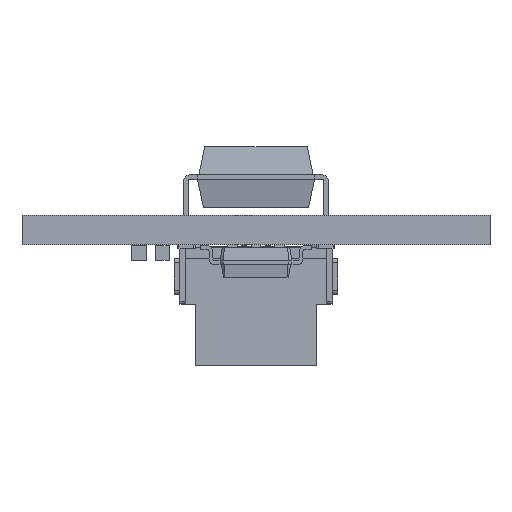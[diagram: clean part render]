
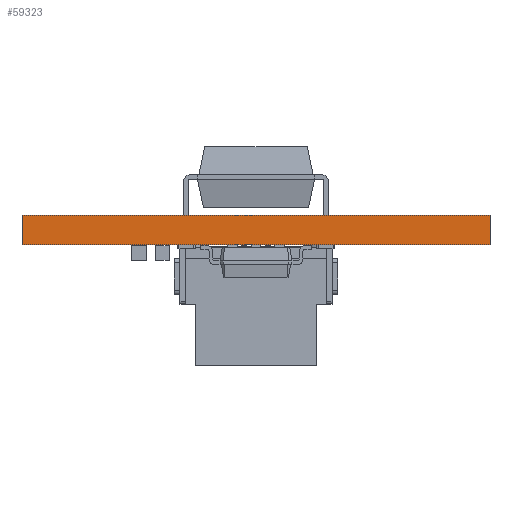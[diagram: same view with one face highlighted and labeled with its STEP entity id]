
A CAD part, front view. The second image highlights one B-rep face of the part: STEP entity #59323.
In plain terms, the highlighted planar face has unit normal (0, -1, 0).
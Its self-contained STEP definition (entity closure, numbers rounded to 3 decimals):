
#58314 = PLANE('',#58315);
#58315 = AXIS2_PLACEMENT_3D('',#58316,#58317,#58318);
#58316 = CARTESIAN_POINT('',(121.92,-109.22,0.));
#58317 = DIRECTION('',(-1.,0.,0.));
#58318 = DIRECTION('',(0.,1.,0.));
#58342 = PLANE('',#58343);
#58343 = AXIS2_PLACEMENT_3D('',#58344,#58345,#58346);
#58344 = CARTESIAN_POINT('',(134.62,-83.82,1.6));
#58345 = DIRECTION('',(-0.,-0.,-1.));
#58346 = DIRECTION('',(-1.,0.,0.));
#58370 = PLANE('',#58371);
#58371 = AXIS2_PLACEMENT_3D('',#58372,#58373,#58374);
#58372 = CARTESIAN_POINT('',(147.32,-58.42,0.));
#58373 = DIRECTION('',(1.,0.,-0.));
#58374 = DIRECTION('',(0.,-1.,0.));
#58396 = PLANE('',#58397);
#58397 = AXIS2_PLACEMENT_3D('',#58398,#58399,#58400);
#58398 = CARTESIAN_POINT('',(134.62,-83.82,0.));
#58399 = DIRECTION('',(-0.,-0.,-1.));
#58400 = DIRECTION('',(-1.,0.,0.));
#58411 = EDGE_CURVE('',#58412,#58414,#58416,.T.);
#58412 = VERTEX_POINT('',#58413);
#58413 = CARTESIAN_POINT('',(121.92,-109.22,0.));
#58414 = VERTEX_POINT('',#58415);
#58415 = CARTESIAN_POINT('',(121.92,-109.22,1.6));
#58416 = SURFACE_CURVE('',#58417,(#58421,#58428),.PCURVE_S1.);
#58417 = LINE('',#58418,#58419);
#58418 = CARTESIAN_POINT('',(121.92,-109.22,0.));
#58419 = VECTOR('',#58420,1.);
#58420 = DIRECTION('',(0.,0.,1.));
#58421 = PCURVE('',#58314,#58422);
#58422 = DEFINITIONAL_REPRESENTATION('',(#58423),#58427);
#58423 = LINE('',#58424,#58425);
#58424 = CARTESIAN_POINT('',(0.,0.));
#58425 = VECTOR('',#58426,1.);
#58426 = DIRECTION('',(0.,-1.));
#58427 = ( GEOMETRIC_REPRESENTATION_CONTEXT(2) 
PARAMETRIC_REPRESENTATION_CONTEXT() REPRESENTATION_CONTEXT('2D SPACE',''
  ) );
#58428 = PCURVE('',#58429,#58434);
#58429 = PLANE('',#58430);
#58430 = AXIS2_PLACEMENT_3D('',#58431,#58432,#58433);
#58431 = CARTESIAN_POINT('',(147.32,-109.22,0.));
#58432 = DIRECTION('',(0.,-1.,0.));
#58433 = DIRECTION('',(-1.,0.,0.));
#58434 = DEFINITIONAL_REPRESENTATION('',(#58435),#58439);
#58435 = LINE('',#58436,#58437);
#58436 = CARTESIAN_POINT('',(25.4,0.));
#58437 = VECTOR('',#58438,1.);
#58438 = DIRECTION('',(0.,-1.));
#58439 = ( GEOMETRIC_REPRESENTATION_CONTEXT(2) 
PARAMETRIC_REPRESENTATION_CONTEXT() REPRESENTATION_CONTEXT('2D SPACE',''
  ) );
#58489 = VERTEX_POINT('',#58490);
#58490 = CARTESIAN_POINT('',(147.32,-109.22,1.6));
#58511 = EDGE_CURVE('',#58512,#58489,#58514,.T.);
#58512 = VERTEX_POINT('',#58513);
#58513 = CARTESIAN_POINT('',(147.32,-109.22,0.));
#58514 = SURFACE_CURVE('',#58515,(#58519,#58526),.PCURVE_S1.);
#58515 = LINE('',#58516,#58517);
#58516 = CARTESIAN_POINT('',(147.32,-109.22,0.));
#58517 = VECTOR('',#58518,1.);
#58518 = DIRECTION('',(0.,0.,1.));
#58519 = PCURVE('',#58370,#58520);
#58520 = DEFINITIONAL_REPRESENTATION('',(#58521),#58525);
#58521 = LINE('',#58522,#58523);
#58522 = CARTESIAN_POINT('',(50.8,0.));
#58523 = VECTOR('',#58524,1.);
#58524 = DIRECTION('',(0.,-1.));
#58525 = ( GEOMETRIC_REPRESENTATION_CONTEXT(2) 
PARAMETRIC_REPRESENTATION_CONTEXT() REPRESENTATION_CONTEXT('2D SPACE',''
  ) );
#58526 = PCURVE('',#58429,#58527);
#58527 = DEFINITIONAL_REPRESENTATION('',(#58528),#58532);
#58528 = LINE('',#58529,#58530);
#58529 = CARTESIAN_POINT('',(0.,-0.));
#58530 = VECTOR('',#58531,1.);
#58531 = DIRECTION('',(0.,-1.));
#58532 = ( GEOMETRIC_REPRESENTATION_CONTEXT(2) 
PARAMETRIC_REPRESENTATION_CONTEXT() REPRESENTATION_CONTEXT('2D SPACE',''
  ) );
#58560 = EDGE_CURVE('',#58512,#58412,#58561,.T.);
#58561 = SURFACE_CURVE('',#58562,(#58566,#58573),.PCURVE_S1.);
#58562 = LINE('',#58563,#58564);
#58563 = CARTESIAN_POINT('',(147.32,-109.22,0.));
#58564 = VECTOR('',#58565,1.);
#58565 = DIRECTION('',(-1.,0.,0.));
#58566 = PCURVE('',#58396,#58567);
#58567 = DEFINITIONAL_REPRESENTATION('',(#58568),#58572);
#58568 = LINE('',#58569,#58570);
#58569 = CARTESIAN_POINT('',(-12.7,-25.4));
#58570 = VECTOR('',#58571,1.);
#58571 = DIRECTION('',(1.,0.));
#58572 = ( GEOMETRIC_REPRESENTATION_CONTEXT(2) 
PARAMETRIC_REPRESENTATION_CONTEXT() REPRESENTATION_CONTEXT('2D SPACE',''
  ) );
#58573 = PCURVE('',#58429,#58574);
#58574 = DEFINITIONAL_REPRESENTATION('',(#58575),#58579);
#58575 = LINE('',#58576,#58577);
#58576 = CARTESIAN_POINT('',(0.,-0.));
#58577 = VECTOR('',#58578,1.);
#58578 = DIRECTION('',(1.,0.));
#58579 = ( GEOMETRIC_REPRESENTATION_CONTEXT(2) 
PARAMETRIC_REPRESENTATION_CONTEXT() REPRESENTATION_CONTEXT('2D SPACE',''
  ) );
#58972 = EDGE_CURVE('',#58489,#58414,#58973,.T.);
#58973 = SURFACE_CURVE('',#58974,(#58978,#58985),.PCURVE_S1.);
#58974 = LINE('',#58975,#58976);
#58975 = CARTESIAN_POINT('',(147.32,-109.22,1.6));
#58976 = VECTOR('',#58977,1.);
#58977 = DIRECTION('',(-1.,0.,0.));
#58978 = PCURVE('',#58342,#58979);
#58979 = DEFINITIONAL_REPRESENTATION('',(#58980),#58984);
#58980 = LINE('',#58981,#58982);
#58981 = CARTESIAN_POINT('',(-12.7,-25.4));
#58982 = VECTOR('',#58983,1.);
#58983 = DIRECTION('',(1.,0.));
#58984 = ( GEOMETRIC_REPRESENTATION_CONTEXT(2) 
PARAMETRIC_REPRESENTATION_CONTEXT() REPRESENTATION_CONTEXT('2D SPACE',''
  ) );
#58985 = PCURVE('',#58429,#58986);
#58986 = DEFINITIONAL_REPRESENTATION('',(#58987),#58991);
#58987 = LINE('',#58988,#58989);
#58988 = CARTESIAN_POINT('',(0.,-1.6));
#58989 = VECTOR('',#58990,1.);
#58990 = DIRECTION('',(1.,0.));
#58991 = ( GEOMETRIC_REPRESENTATION_CONTEXT(2) 
PARAMETRIC_REPRESENTATION_CONTEXT() REPRESENTATION_CONTEXT('2D SPACE',''
  ) );
#59323 = ADVANCED_FACE('',(#59324),#58429,.T.);
#59324 = FACE_BOUND('',#59325,.T.);
#59325 = EDGE_LOOP('',(#59326,#59327,#59328,#59329));
#59326 = ORIENTED_EDGE('',*,*,#58511,.T.);
#59327 = ORIENTED_EDGE('',*,*,#58972,.T.);
#59328 = ORIENTED_EDGE('',*,*,#58411,.F.);
#59329 = ORIENTED_EDGE('',*,*,#58560,.F.);
